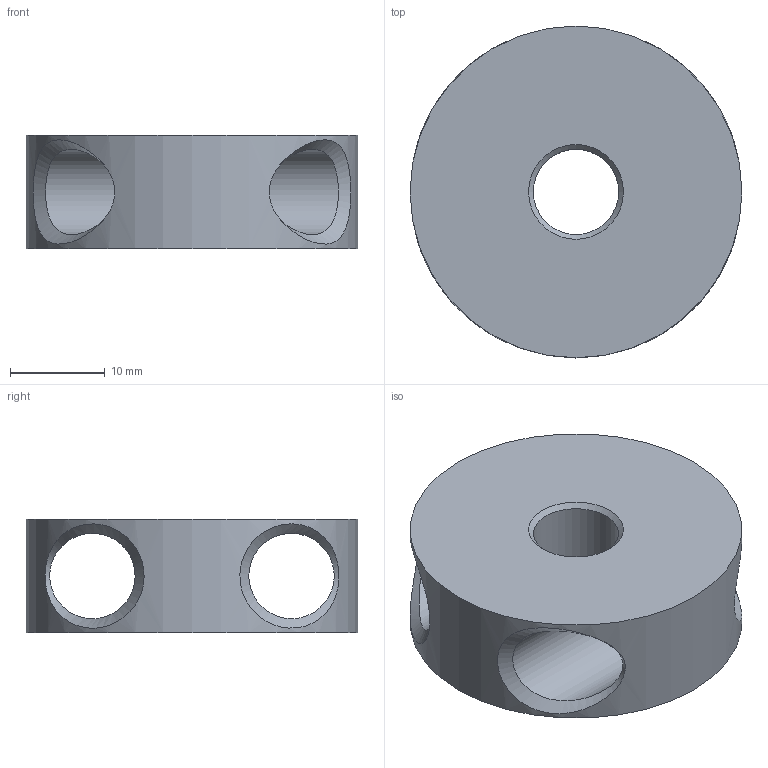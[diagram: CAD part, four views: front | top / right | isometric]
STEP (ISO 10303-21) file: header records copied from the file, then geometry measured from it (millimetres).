
FILE_DESCRIPTION(('FreeCAD Model'),'2;1');
FILE_NAME('Open CASCADE Shape Model','2021-05-02T23:08:48',('Author'),( ''),'Open CASCADE STEP processor 7.4','FreeCAD','Unknown');
FILE_SCHEMA(('AUTOMOTIVE_DESIGN { 1 0 10303 214 1 1 1 1 }'));
Length unit declared in the file: millimetre
Products named in the file (1): Body
Bounding box: 35 x 35 x 12 mm (x, y, z)
Volume: 7126.9 mm3; surface area: 4499.7 mm2
Topology: 1 solids, 1 shells, 12 faces, 24 edges, 14 vertices
Faces by surface type: cylinder 4, bspline 4, cone 2, plane 2
Full cylindrical faces by diameter (mm): 9 x3, 35 x1
Entity records: 3715 total; most frequent: CARTESIAN_POINT 3217, DIRECTION 75, ORIENTED_EDGE 48, PCURVE 48, DEFINITIONAL_REPRESENTATION 48, LINE 42, VECTOR 42, EDGE_CURVE 24
